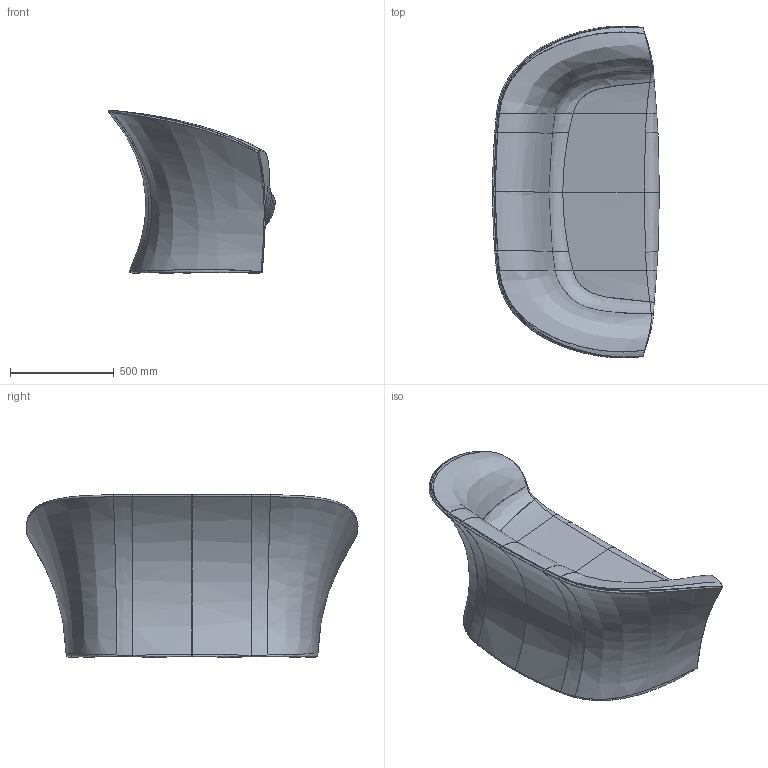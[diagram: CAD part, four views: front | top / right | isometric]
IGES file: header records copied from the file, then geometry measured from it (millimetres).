
Start section: START RECORD GO HERE.
Global section: file name: OHLA sofa_design by Alberto Brogliato_PLUST 2015.igs; native system: DASSAULT SYSTEMES CATIA Version 5-6 Release 2014 - www.3ds.com; preprocessor: V5-6R2014_5.24.0.0.01-15-2014.20.00; author: forrico; organization: DOMAIN; date: 20150428.125348; units: millimetre
Bounding box: 802.88 x 1597.82 x 785.75 mm (x, y, z)
Surface area: 4392560.3 mm2 (no closed solid volume)
Topology: 0 solids, 0 shells, 280 faces, 1244 edges, 1226 vertices
Faces by surface type: bspline 148, revolution 100, plane 32
